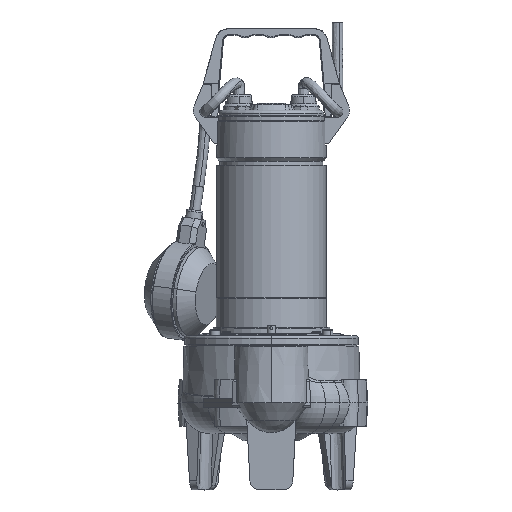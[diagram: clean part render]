
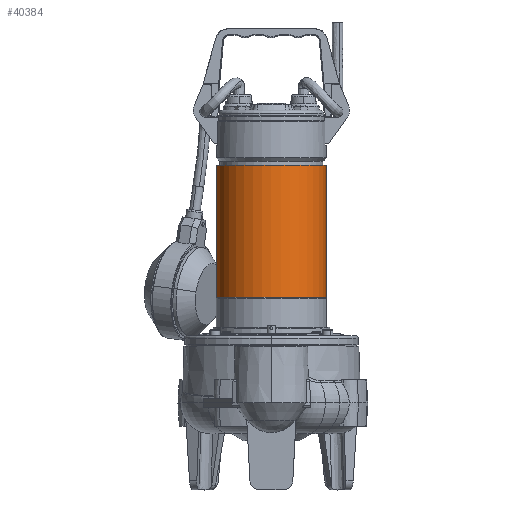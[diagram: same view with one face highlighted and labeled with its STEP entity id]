
A CAD part, top view. The second image highlights one B-rep face of the part: STEP entity #40384.
In plain terms, the highlighted cylindrical face has radius 45.8 mm (diameter 91.6 mm), a partial arc.
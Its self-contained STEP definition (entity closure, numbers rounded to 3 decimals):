
#826 = DIRECTION ( 'NONE',  ( 0., -1., 0. ) ) ;
#2096 = VERTEX_POINT ( 'NONE', #12313 ) ;
#2477 = LINE ( 'NONE', #41718, #38992 ) ;
#4042 = CARTESIAN_POINT ( 'NONE',  ( 0., 32.657, 0. ) ) ;
#6299 = CARTESIAN_POINT ( 'NONE',  ( -45.8, 32.657, 0. ) ) ;
#7479 = ORIENTED_EDGE ( 'NONE', *, *, #29337, .F. ) ;
#8541 = VERTEX_POINT ( 'NONE', #6299 ) ;
#10131 = AXIS2_PLACEMENT_3D ( 'NONE', #4042, #31080, #20653 ) ;
#10349 = CIRCLE ( 'NONE', #21501, 45.8 ) ;
#12313 = CARTESIAN_POINT ( 'NONE',  ( -45.8, 142.8, 0. ) ) ;
#13980 = VERTEX_POINT ( 'NONE', #34772 ) ;
#15796 = DIRECTION ( 'NONE',  ( 0., -1., 0. ) ) ;
#16000 = EDGE_CURVE ( 'NONE', #28069, #13980, #2477, .T. ) ;
#17703 = AXIS2_PLACEMENT_3D ( 'NONE', #18674, #41741, #21296 ) ;
#17724 = DIRECTION ( 'NONE',  ( 0., -1., 0. ) ) ;
#18359 = CARTESIAN_POINT ( 'NONE',  ( 0., 142.8, 0. ) ) ;
#18674 = CARTESIAN_POINT ( 'NONE',  ( 0., 0., 0. ) ) ;
#19576 = CARTESIAN_POINT ( 'NONE',  ( 45.8, 142.8, 0. ) ) ;
#20653 = DIRECTION ( 'NONE',  ( 1., 0., 0. ) ) ;
#21296 = DIRECTION ( 'NONE',  ( 1., 0., 0. ) ) ;
#21501 = AXIS2_PLACEMENT_3D ( 'NONE', #18359, #17724, #31624 ) ;
#22305 = VECTOR ( 'NONE', #826, 1000. ) ;
#23976 = LINE ( 'NONE', #37459, #22305 ) ;
#25176 = CYLINDRICAL_SURFACE ( 'NONE', #17703, 45.8 ) ;
#25445 = ORIENTED_EDGE ( 'NONE', *, *, #16000, .F. ) ;
#28069 = VERTEX_POINT ( 'NONE', #19576 ) ;
#28671 = FACE_OUTER_BOUND ( 'NONE', #40369, .T. ) ;
#28933 = CIRCLE ( 'NONE', #10131, 45.8 ) ;
#29337 = EDGE_CURVE ( 'NONE', #13980, #8541, #28933, .T. ) ;
#29419 = ORIENTED_EDGE ( 'NONE', *, *, #39012, .T. ) ;
#29768 = ORIENTED_EDGE ( 'NONE', *, *, #35703, .T. ) ;
#31080 = DIRECTION ( 'NONE',  ( 0., -1., 0. ) ) ;
#31624 = DIRECTION ( 'NONE',  ( 1., 0., 0. ) ) ;
#34772 = CARTESIAN_POINT ( 'NONE',  ( 45.8, 32.657, 0. ) ) ;
#35703 = EDGE_CURVE ( 'NONE', #2096, #8541, #23976, .T. ) ;
#37459 = CARTESIAN_POINT ( 'NONE',  ( -45.8, 0., 0. ) ) ;
#38992 = VECTOR ( 'NONE', #15796, 1000. ) ;
#39012 = EDGE_CURVE ( 'NONE', #28069, #2096, #10349, .T. ) ;
#40369 = EDGE_LOOP ( 'NONE', ( #29419, #29768, #7479, #25445 ) ) ;
#40384 = ADVANCED_FACE ( 'NONE', ( #28671 ), #25176, .T. ) ;
#41718 = CARTESIAN_POINT ( 'NONE',  ( 45.8, 0., 0. ) ) ;
#41741 = DIRECTION ( 'NONE',  ( 0., -1., 0. ) ) ;
